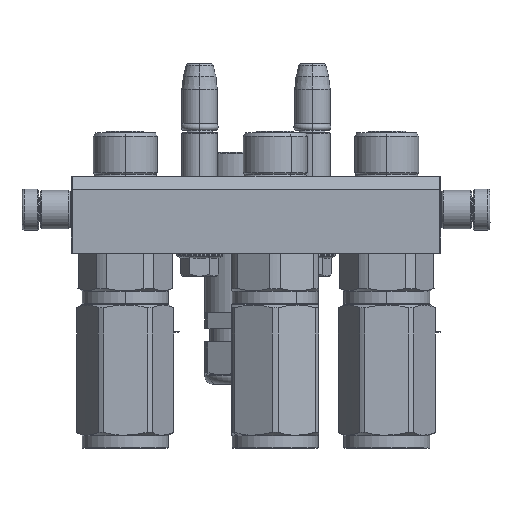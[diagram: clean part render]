
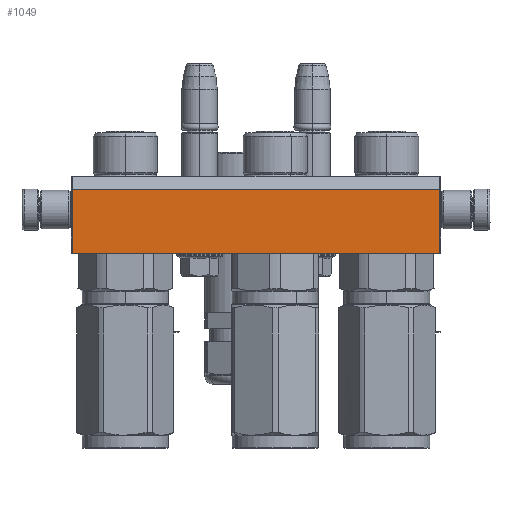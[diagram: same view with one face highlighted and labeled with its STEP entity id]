
A CAD part, left-side view. The second image highlights one B-rep face of the part: STEP entity #1049.
In plain terms, the highlighted face is planar.
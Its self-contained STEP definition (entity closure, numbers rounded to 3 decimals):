
#1049 = ADVANCED_FACE ( 'NONE', ( #53402 ), #43755, .T. ) ;
#2644 = DIRECTION ( 'NONE',  ( -1., 0., 0. ) ) ;
#3240 = CARTESIAN_POINT ( 'NONE',  ( 143.5, 30., -90. ) ) ;
#3707 = CARTESIAN_POINT ( 'NONE',  ( 143.5, 5., -90. ) ) ;
#3819 = EDGE_CURVE ( 'NONE', #43298, #6558, #59793, .T. ) ;
#6558 = VERTEX_POINT ( 'NONE', #58422 ) ;
#7748 = LINE ( 'NONE', #3707, #16619 ) ;
#8245 = EDGE_LOOP ( 'NONE', ( #59724, #46313, #47364, #64526 ) ) ;
#11784 = VECTOR ( 'NONE', #45283, 1000. ) ;
#12573 = LINE ( 'NONE', #51104, #11784 ) ;
#13211 = DIRECTION ( 'NONE',  ( 0., 0., -1. ) ) ;
#13377 = AXIS2_PLACEMENT_3D ( 'NONE', #39035, #13211, #2644 ) ;
#16619 = VECTOR ( 'NONE', #19230, 1000. ) ;
#19230 = DIRECTION ( 'NONE',  ( 0., 1., 0. ) ) ;
#21209 = EDGE_CURVE ( 'NONE', #43298, #38495, #7748, .T. ) ;
#23550 = VERTEX_POINT ( 'NONE', #26278 ) ;
#26278 = CARTESIAN_POINT ( 'NONE',  ( 0.5, 30., -90. ) ) ;
#34809 = CARTESIAN_POINT ( 'NONE',  ( 143.5, 5., -90. ) ) ;
#38495 = VERTEX_POINT ( 'NONE', #3240 ) ;
#39035 = CARTESIAN_POINT ( 'NONE',  ( 144., 0., -90. ) ) ;
#42202 = DIRECTION ( 'NONE',  ( -1., 0., 0. ) ) ;
#42663 = LINE ( 'NONE', #66588, #57141 ) ;
#43298 = VERTEX_POINT ( 'NONE', #34809 ) ;
#43755 = PLANE ( 'NONE',  #13377 ) ;
#45283 = DIRECTION ( 'NONE',  ( -1., 0., 0. ) ) ;
#46313 = ORIENTED_EDGE ( 'NONE', *, *, #21209, .F. ) ;
#47364 = ORIENTED_EDGE ( 'NONE', *, *, #3819, .T. ) ;
#47404 = EDGE_CURVE ( 'NONE', #6558, #23550, #42663, .T. ) ;
#51104 = CARTESIAN_POINT ( 'NONE',  ( 143.5, 30., -90. ) ) ;
#53402 = FACE_OUTER_BOUND ( 'NONE', #8245, .T. ) ;
#53501 = EDGE_CURVE ( 'NONE', #38495, #23550, #12573, .T. ) ;
#56946 = DIRECTION ( 'NONE',  ( 0., 1., 0. ) ) ;
#57141 = VECTOR ( 'NONE', #56946, 1000. ) ;
#58422 = CARTESIAN_POINT ( 'NONE',  ( 0.5, 5., -90. ) ) ;
#59724 = ORIENTED_EDGE ( 'NONE', *, *, #53501, .F. ) ;
#59793 = LINE ( 'NONE', #63285, #62245 ) ;
#62245 = VECTOR ( 'NONE', #42202, 1000. ) ;
#63285 = CARTESIAN_POINT ( 'NONE',  ( 143.5, 5., -90. ) ) ;
#64526 = ORIENTED_EDGE ( 'NONE', *, *, #47404, .T. ) ;
#66588 = CARTESIAN_POINT ( 'NONE',  ( 0.5, 5., -90. ) ) ;
